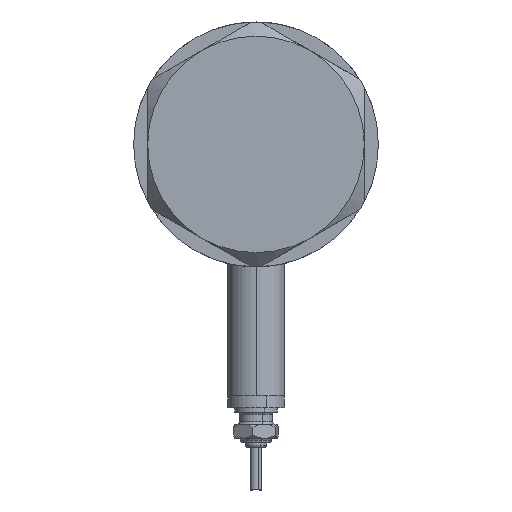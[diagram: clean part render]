
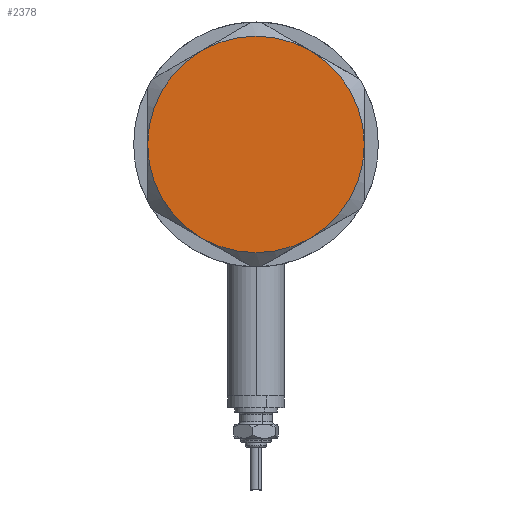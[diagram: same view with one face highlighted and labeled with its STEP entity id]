
A CAD part, left-side view. The second image highlights one B-rep face of the part: STEP entity #2378.
In plain terms, the highlighted face is planar.
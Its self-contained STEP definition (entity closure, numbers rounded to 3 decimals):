
#73 = CARTESIAN_POINT ( 'NONE',  ( 23., 0., 9. ) ) ;
#642 = AXIS2_PLACEMENT_3D ( 'NONE', #1969, #6941, #1436 ) ;
#720 = EDGE_CURVE ( 'NONE', #5137, #4147, #2578, .T. ) ;
#734 = EDGE_CURVE ( 'NONE', #3196, #5137, #4868, .T. ) ;
#827 = DIRECTION ( 'NONE',  ( 1., 0., 0. ) ) ;
#1008 = DIRECTION ( 'NONE',  ( 1., 0., 0. ) ) ;
#1139 = VERTEX_POINT ( 'NONE', #73 ) ;
#1212 = AXIS2_PLACEMENT_3D ( 'NONE', #4882, #4050, #827 ) ;
#1264 = AXIS2_PLACEMENT_3D ( 'NONE', #4387, #1639, #2169 ) ;
#1338 = AXIS2_PLACEMENT_3D ( 'NONE', #4291, #5399, #1008 ) ;
#1364 = CIRCLE ( 'NONE', #5246, 23. ) ;
#1389 = CIRCLE ( 'NONE', #6761, 23. ) ;
#1436 = DIRECTION ( 'NONE',  ( 1., 0., 0. ) ) ;
#1503 = DIRECTION ( 'NONE',  ( 1., 0., 0. ) ) ;
#1639 = DIRECTION ( 'NONE',  ( 0., 0., 1. ) ) ;
#1775 = ORIENTED_EDGE ( 'NONE', *, *, #2749, .T. ) ;
#1795 = CIRCLE ( 'NONE', #1338, 23. ) ;
#1969 = CARTESIAN_POINT ( 'NONE',  ( 0., 0., 9. ) ) ;
#2115 = FACE_OUTER_BOUND ( 'NONE', #5520, .T. ) ;
#2169 = DIRECTION ( 'NONE',  ( 1., 0., 0. ) ) ;
#2378 = ADVANCED_FACE ( 'NONE', ( #2115 ), #6854, .T. ) ;
#2511 = DIRECTION ( 'NONE',  ( 0., 0., 1. ) ) ;
#2578 = CIRCLE ( 'NONE', #642, 23. ) ;
#2749 = EDGE_CURVE ( 'NONE', #4147, #3486, #1389, .T. ) ;
#3168 = EDGE_CURVE ( 'NONE', #4187, #1139, #1795, .T. ) ;
#3172 = CARTESIAN_POINT ( 'NONE',  ( 11.5, 19.919, 9. ) ) ;
#3196 = VERTEX_POINT ( 'NONE', #3172 ) ;
#3269 = ORIENTED_EDGE ( 'NONE', *, *, #720, .T. ) ;
#3333 = CARTESIAN_POINT ( 'NONE',  ( -11.5, 19.919, 9. ) ) ;
#3393 = CARTESIAN_POINT ( 'NONE',  ( 0., 0., 9. ) ) ;
#3486 = VERTEX_POINT ( 'NONE', #6992 ) ;
#3490 = CIRCLE ( 'NONE', #1264, 23. ) ;
#3821 = ORIENTED_EDGE ( 'NONE', *, *, #3168, .T. ) ;
#3983 = DIRECTION ( 'NONE',  ( 1., 0., 0. ) ) ;
#4050 = DIRECTION ( 'NONE',  ( 0., 0., 1. ) ) ;
#4147 = VERTEX_POINT ( 'NONE', #6778 ) ;
#4162 = DIRECTION ( 'NONE',  ( 0., 0., 1. ) ) ;
#4187 = VERTEX_POINT ( 'NONE', #5350 ) ;
#4291 = CARTESIAN_POINT ( 'NONE',  ( 0., 0., 9. ) ) ;
#4387 = CARTESIAN_POINT ( 'NONE',  ( 0., 0., 9. ) ) ;
#4423 = ORIENTED_EDGE ( 'NONE', *, *, #5553, .T. ) ;
#4459 = DIRECTION ( 'NONE',  ( 0., 0., 1. ) ) ;
#4868 = CIRCLE ( 'NONE', #1212, 23. ) ;
#4882 = CARTESIAN_POINT ( 'NONE',  ( 0., 0., 9. ) ) ;
#5137 = VERTEX_POINT ( 'NONE', #3333 ) ;
#5246 = AXIS2_PLACEMENT_3D ( 'NONE', #3393, #4459, #5600 ) ;
#5350 = CARTESIAN_POINT ( 'NONE',  ( 11.5, -19.919, 9. ) ) ;
#5399 = DIRECTION ( 'NONE',  ( 0., 0., 1. ) ) ;
#5520 = EDGE_LOOP ( 'NONE', ( #3821, #4423, #6715, #3269, #1775, #6892 ) ) ;
#5553 = EDGE_CURVE ( 'NONE', #1139, #3196, #3490, .T. ) ;
#5600 = DIRECTION ( 'NONE',  ( 1., 0., 0. ) ) ;
#6126 = CARTESIAN_POINT ( 'NONE',  ( 0., 0., 9. ) ) ;
#6715 = ORIENTED_EDGE ( 'NONE', *, *, #734, .T. ) ;
#6761 = AXIS2_PLACEMENT_3D ( 'NONE', #6126, #2511, #3983 ) ;
#6778 = CARTESIAN_POINT ( 'NONE',  ( -23., 0., 9. ) ) ;
#6854 = PLANE ( 'NONE',  #6924 ) ;
#6892 = ORIENTED_EDGE ( 'NONE', *, *, #6917, .T. ) ;
#6917 = EDGE_CURVE ( 'NONE', #3486, #4187, #1364, .T. ) ;
#6924 = AXIS2_PLACEMENT_3D ( 'NONE', #6972, #4162, #1503 ) ;
#6941 = DIRECTION ( 'NONE',  ( 0., 0., 1. ) ) ;
#6972 = CARTESIAN_POINT ( 'NONE',  ( 0., 0., 9. ) ) ;
#6992 = CARTESIAN_POINT ( 'NONE',  ( -11.5, -19.919, 9. ) ) ;
